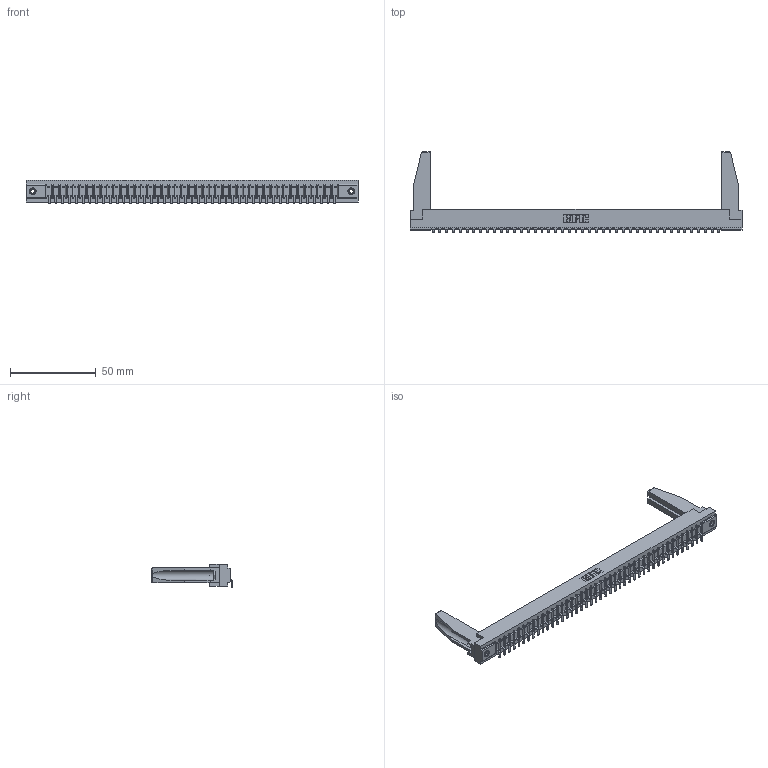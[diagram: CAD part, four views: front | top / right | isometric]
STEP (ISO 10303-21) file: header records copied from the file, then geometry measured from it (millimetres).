
FILE_DESCRIPTION (( 'STEP AP203' ), '1' );
FILE_NAME ('307-043-553-178.STEP', '2019-09-05T12:34:33', ( '' ), ( '' ), 'SwSTEP 2.0', 'SolidWorks 2016', '' );
FILE_SCHEMA (( 'CONFIG_CONTROL_DESIGN' ));
Length unit declared in the file: inch
Products named in the file (5): 307-290-002_553; 345-250-001_345-250-001-102; 307-043-553-178; 307-220-078; 307 Part_.156 Dia Mounting Holes
Assembly tree (48 placements, depth 2):
  307-043-553-178
    307 Part_.156 Dia Mounting Holes
    307-290-002_553  x43
    307-220-078  x2
    345-250-001_345-250-001-102  x2
Bounding box: 193.4 x 47.03 x 13.5 mm (x, y, z)
Volume: 24696.4 mm3; surface area: 29871.1 mm2
Topology: 48 solids, 48 shells, 3646 faces, 11145 edges, 7302 vertices
Faces by surface type: plane 2175, cylinder 1367, sphere 88, cone 12, torus 4
Entity records: 40033 total; most frequent: CARTESIAN_POINT 6754, ORIENTED_EDGE 6700, DIRECTION 6518, EDGE_CURVE 3350, LINE 2570, VECTOR 2570, VERTEX_POINT 2168, AXIS2_PLACEMENT_3D 1974
